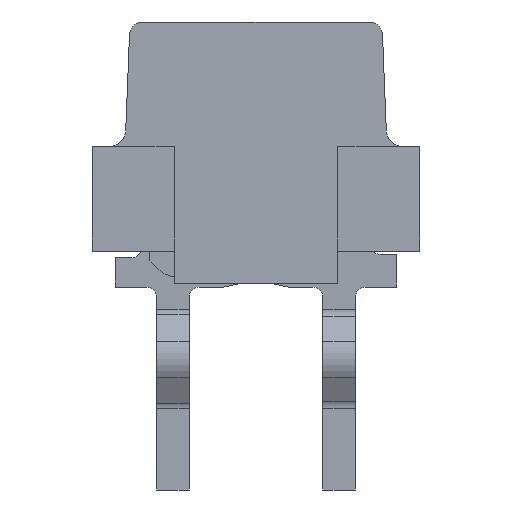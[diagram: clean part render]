
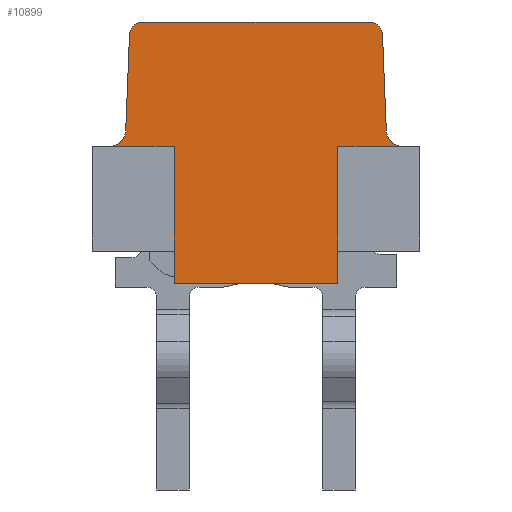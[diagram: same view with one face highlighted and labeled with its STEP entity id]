
A CAD part, left-side view. The second image highlights one B-rep face of the part: STEP entity #10899.
In plain terms, the highlighted planar face has unit normal (-1, 0, 0).
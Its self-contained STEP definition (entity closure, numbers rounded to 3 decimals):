
#2929=DIRECTION('',(0.,0.,-1.));
#2930=VECTOR('',#2929,0.5);
#2931=CARTESIAN_POINT('',(-2.79,1.25,-3.5));
#2932=LINE('',#2931,#2930);
#3041=DIRECTION('',(0.,-1.,0.));
#3042=VECTOR('',#3041,2.5);
#3043=CARTESIAN_POINT('',(-2.79,1.25,-4.));
#3044=LINE('',#3043,#3042);
#3809=DIRECTION('',(0.,0.,-1.));
#3810=VECTOR('',#3809,0.5);
#3811=CARTESIAN_POINT('',(-2.79,-1.25,-3.5));
#3812=LINE('',#3811,#3810);
#3861=CARTESIAN_POINT('',(-2.79,1.733,-0.2));
#3862=DIRECTION('',(-1.,0.,0.));
#3863=DIRECTION('',(0.,0.,1.));
#3864=AXIS2_PLACEMENT_3D('',#3861,#3862,#3863);
#3866=DIRECTION('',(0.,1.,0.));
#3867=VECTOR('',#3866,3.465);
#3868=CARTESIAN_POINT('',(-2.79,-1.733,0.));
#3869=LINE('',#3868,#3867);
#3870=CARTESIAN_POINT('',(-2.79,-1.733,-0.2));
#3871=DIRECTION('',(-1.,0.,0.));
#3872=DIRECTION('',(0.,-0.999,0.039));
#3873=AXIS2_PLACEMENT_3D('',#3870,#3871,#3872);
#3875=DIRECTION('',(0.,0.039,0.999));
#3876=VECTOR('',#3875,1.469);
#3877=CARTESIAN_POINT('',(-2.79,-1.991,-1.66));
#3878=LINE('',#3877,#3876);
#3879=DIRECTION('',(0.,1.,0.));
#3880=VECTOR('',#3879,0.99);
#3881=CARTESIAN_POINT('',(-2.79,-2.24,-1.9));
#3882=LINE('',#3881,#3880);
#3883=DIRECTION('',(0.,0.,-1.));
#3884=VECTOR('',#3883,1.6);
#3885=CARTESIAN_POINT('',(-2.79,-1.25,-1.9));
#3886=LINE('',#3885,#3884);
#3887=DIRECTION('',(0.,1.,0.));
#3888=VECTOR('',#3887,0.99);
#3889=CARTESIAN_POINT('',(-2.79,1.25,-1.9));
#3890=LINE('',#3889,#3888);
#3891=DIRECTION('',(0.,0.039,-0.999));
#3892=VECTOR('',#3891,1.469);
#3893=CARTESIAN_POINT('',(-2.79,1.933,-0.192));
#3894=LINE('',#3893,#3892);
#3908=CARTESIAN_POINT('',(-2.79,-2.24,-1.65));
#3909=DIRECTION('',(1.,0.,0.));
#3910=DIRECTION('',(0.,0.,-1.));
#3911=AXIS2_PLACEMENT_3D('',#3908,#3909,#3910);
#3997=DIRECTION('',(0.,0.,-1.));
#3998=VECTOR('',#3997,1.6);
#3999=CARTESIAN_POINT('',(-2.79,1.25,-1.9));
#4000=LINE('',#3999,#3998);
#4001=CARTESIAN_POINT('',(-2.79,2.24,-1.65));
#4002=DIRECTION('',(1.,0.,0.));
#4003=DIRECTION('',(0.,-0.999,-0.039));
#4004=AXIS2_PLACEMENT_3D('',#4001,#4002,#4003);
#4591=CARTESIAN_POINT('',(-2.79,1.25,-4.));
#4592=CARTESIAN_POINT('',(-2.79,-1.25,-4.));
#4593=VERTEX_POINT('',#4591);
#4594=VERTEX_POINT('',#4592);
#5904=CARTESIAN_POINT('',(-2.79,-1.25,-3.5));
#5906=VERTEX_POINT('',#5904);
#5908=CARTESIAN_POINT('',(-2.79,1.25,-3.5));
#5910=VERTEX_POINT('',#5908);
#5927=CARTESIAN_POINT('',(-2.79,-1.25,-1.9));
#5928=VERTEX_POINT('',#5927);
#5929=CARTESIAN_POINT('',(-2.79,1.25,-1.9));
#5930=VERTEX_POINT('',#5929);
#5936=CARTESIAN_POINT('',(-2.79,-1.991,-1.66));
#5938=VERTEX_POINT('',#5936);
#5940=CARTESIAN_POINT('',(-2.79,-2.24,-1.9));
#5942=VERTEX_POINT('',#5940);
#5943=CARTESIAN_POINT('',(-2.79,1.991,-1.66));
#5945=VERTEX_POINT('',#5943);
#5947=CARTESIAN_POINT('',(-2.79,2.24,-1.9));
#5949=VERTEX_POINT('',#5947);
#5955=CARTESIAN_POINT('',(-2.79,1.733,0.));
#5956=VERTEX_POINT('',#5955);
#5957=CARTESIAN_POINT('',(-2.79,1.933,-0.192));
#5958=VERTEX_POINT('',#5957);
#5963=CARTESIAN_POINT('',(-2.79,-1.933,-0.192));
#5964=VERTEX_POINT('',#5963);
#5965=CARTESIAN_POINT('',(-2.79,-1.733,0.));
#5966=VERTEX_POINT('',#5965);
#10869=CARTESIAN_POINT('',(-2.79,0.,-4.));
#10870=DIRECTION('',(-1.,0.,0.));
#10871=DIRECTION('',(0.,-1.,0.));
#10872=AXIS2_PLACEMENT_3D('',#10869,#10870,#10871);
#10873=PLANE('',#10872);
#10874=ORIENTED_EDGE('',*,*,#6051,.F.);
#10875=ORIENTED_EDGE('',*,*,#6067,.F.);
#10877=ORIENTED_EDGE('',*,*,#10876,.F.);
#10879=ORIENTED_EDGE('',*,*,#10878,.F.);
#10881=ORIENTED_EDGE('',*,*,#10880,.F.);
#10883=ORIENTED_EDGE('',*,*,#10882,.T.);
#10885=ORIENTED_EDGE('',*,*,#10884,.T.);
#10886=ORIENTED_EDGE('',*,*,#10797,.T.);
#10887=ORIENTED_EDGE('',*,*,#9665,.F.);
#10888=ORIENTED_EDGE('',*,*,#9544,.F.);
#10890=ORIENTED_EDGE('',*,*,#10889,.F.);
#10892=ORIENTED_EDGE('',*,*,#10891,.T.);
#10894=ORIENTED_EDGE('',*,*,#10893,.F.);
#10896=ORIENTED_EDGE('',*,*,#10895,.F.);
#10897=EDGE_LOOP('',(#10874,#10875,#10877,#10879,#10881,#10883,#10885,#10886,
#10887,#10888,#10890,#10892,#10894,#10896));
#10898=FACE_OUTER_BOUND('',#10897,.F.);
#3865=CIRCLE('',#3864,0.2);
#3874=CIRCLE('',#3873,0.2);
#3912=CIRCLE('',#3911,0.25);
#4005=CIRCLE('',#4004,0.25);
#6051=EDGE_CURVE('',#5956,#5958,#3865,.T.);
#6067=EDGE_CURVE('',#5966,#5956,#3869,.T.);
#9544=EDGE_CURVE('',#5910,#4593,#2932,.T.);
#9665=EDGE_CURVE('',#4593,#4594,#3044,.T.);
#10797=EDGE_CURVE('',#5906,#4594,#3812,.T.);
#10876=EDGE_CURVE('',#5964,#5966,#3874,.T.);
#10878=EDGE_CURVE('',#5938,#5964,#3878,.T.);
#10880=EDGE_CURVE('',#5942,#5938,#3912,.T.);
#10882=EDGE_CURVE('',#5942,#5928,#3882,.T.);
#10884=EDGE_CURVE('',#5928,#5906,#3886,.T.);
#10889=EDGE_CURVE('',#5930,#5910,#4000,.T.);
#10891=EDGE_CURVE('',#5930,#5949,#3890,.T.);
#10893=EDGE_CURVE('',#5945,#5949,#4005,.T.);
#10895=EDGE_CURVE('',#5958,#5945,#3894,.T.);
#10899=ADVANCED_FACE('',(#10898),#10873,.T.);
